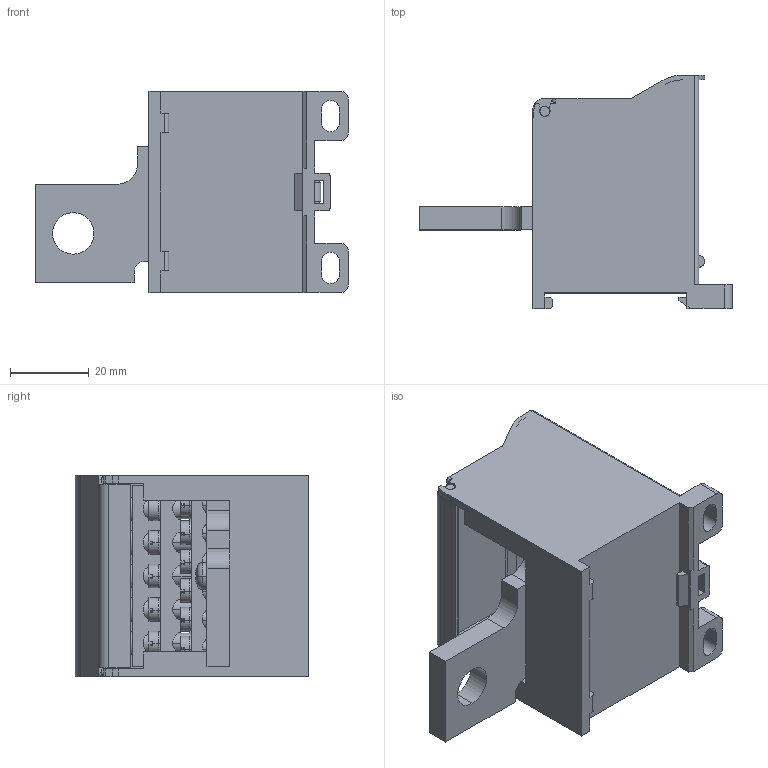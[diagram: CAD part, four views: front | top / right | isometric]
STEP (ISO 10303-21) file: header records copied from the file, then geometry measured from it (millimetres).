
FILE_DESCRIPTION((''),'2;1');
FILE_NAME('5YB576379_ASM','2023-11-30T',('dell'),(''),'PRO/ENGINEER BY PARAMETRIC TECHNOLOGY CORPORATION, 2013230','PRO/ENGINEER BY PARAMETRIC TECHNOLOGY CORPORATION, 2013230','');
FILE_SCHEMA(('AUTOMOTIVE_DESIGN { 1 0 10303 214 1 1 1 1 }'));
Length unit declared in the file: millimetre
Products named in the file (1): 5YB576379_ASM
Bounding box: 79.2 x 59.2 x 51 mm (x, y, z)
Volume: 71453.1 mm3; surface area: 36768 mm2
Topology: 1 solids, 4 shells, 910 faces, 2747 edges, 1769 vertices
Faces by surface type: plane 398, cylinder 322, cone 118, torus 36, sphere 34, bspline 2
Entity records: 38789 total; most frequent: CARTESIAN_POINT 8623, ORIENTED_EDGE 5406, DIRECTION 5102, EDGE_CURVE 2703, AXIS2_PLACEMENT_3D 1850, VERTEX_POINT 1769, VECTOR 1402, LINE 1402
